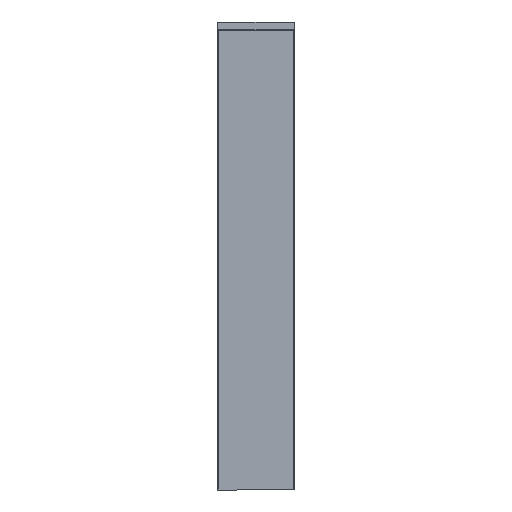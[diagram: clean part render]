
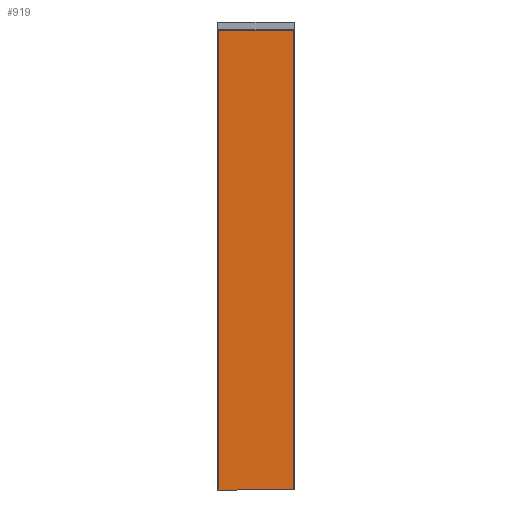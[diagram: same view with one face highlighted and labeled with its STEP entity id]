
A CAD part, front view. The second image highlights one B-rep face of the part: STEP entity #919.
In plain terms, the highlighted planar face has unit normal (0, -1, 0).
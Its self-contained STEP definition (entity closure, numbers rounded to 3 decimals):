
#162 = EDGE_CURVE ( 'NONE', #1604, #8139, #1367, .T. ) ;
#578 = DIRECTION ( 'NONE',  ( 0., 0., -1. ) ) ;
#637 = VECTOR ( 'NONE', #578, 1000. ) ;
#919 = ADVANCED_FACE ( 'NONE', ( #2950 ), #8030, .F. ) ;
#934 = CARTESIAN_POINT ( 'NONE',  ( 247.5, 0., 0. ) ) ;
#968 = EDGE_LOOP ( 'NONE', ( #1500, #4786, #2764, #7509 ) ) ;
#1110 = EDGE_CURVE ( 'NONE', #1604, #7213, #1277, .T. ) ;
#1239 = EDGE_CURVE ( 'NONE', #5090, #7213, #7729, .T. ) ;
#1277 = LINE ( 'NONE', #1884, #2842 ) ;
#1367 = LINE ( 'NONE', #3865, #6390 ) ;
#1500 = ORIENTED_EDGE ( 'NONE', *, *, #1110, .F. ) ;
#1604 = VERTEX_POINT ( 'NONE', #1640 ) ;
#1640 = CARTESIAN_POINT ( 'NONE',  ( 247.5, 0., 2994.341 ) ) ;
#1797 = DIRECTION ( 'NONE',  ( -1., 0., 0. ) ) ;
#1813 = CARTESIAN_POINT ( 'NONE',  ( -247.5, 0., 3050. ) ) ;
#1884 = CARTESIAN_POINT ( 'NONE',  ( 247.5, 0., 3050. ) ) ;
#2534 = DIRECTION ( 'NONE',  ( 0., 0., -1. ) ) ;
#2717 = EDGE_CURVE ( 'NONE', #8139, #5090, #3585, .T. ) ;
#2764 = ORIENTED_EDGE ( 'NONE', *, *, #2717, .T. ) ;
#2842 = VECTOR ( 'NONE', #2534, 1000. ) ;
#2950 = FACE_OUTER_BOUND ( 'NONE', #968, .T. ) ;
#3400 = DIRECTION ( 'NONE',  ( 1., 0., 0. ) ) ;
#3585 = LINE ( 'NONE', #1813, #637 ) ;
#3831 = CARTESIAN_POINT ( 'NONE',  ( -247.5, 0., 0. ) ) ;
#3865 = CARTESIAN_POINT ( 'NONE',  ( 248.5, 0., 2994.341 ) ) ;
#4786 = ORIENTED_EDGE ( 'NONE', *, *, #162, .T. ) ;
#5090 = VERTEX_POINT ( 'NONE', #3831 ) ;
#5114 = DIRECTION ( 'NONE',  ( -1., 0., 0. ) ) ;
#5230 = VECTOR ( 'NONE', #3400, 1000. ) ;
#6008 = AXIS2_PLACEMENT_3D ( 'NONE', #7950, #7331, #1797 ) ;
#6390 = VECTOR ( 'NONE', #5114, 1000. ) ;
#6481 = CARTESIAN_POINT ( 'NONE',  ( -247.5, 0., 2994.341 ) ) ;
#7213 = VERTEX_POINT ( 'NONE', #934 ) ;
#7331 = DIRECTION ( 'NONE',  ( 0., 1., 0. ) ) ;
#7509 = ORIENTED_EDGE ( 'NONE', *, *, #1239, .T. ) ;
#7729 = LINE ( 'NONE', #7859, #5230 ) ;
#7859 = CARTESIAN_POINT ( 'NONE',  ( 0., 0., 0. ) ) ;
#7950 = CARTESIAN_POINT ( 'NONE',  ( 0., 0., 3050. ) ) ;
#8030 = PLANE ( 'NONE',  #6008 ) ;
#8139 = VERTEX_POINT ( 'NONE', #6481 ) ;
